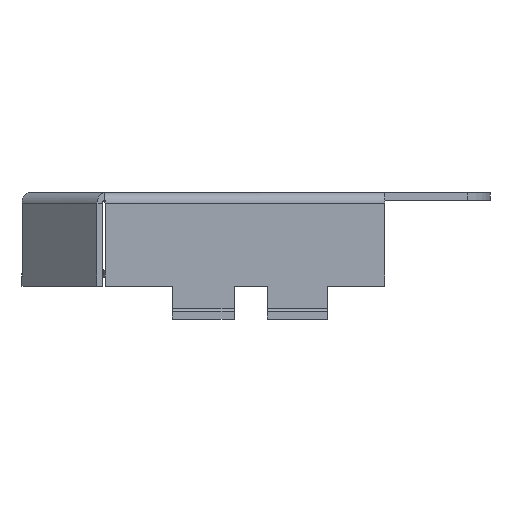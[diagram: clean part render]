
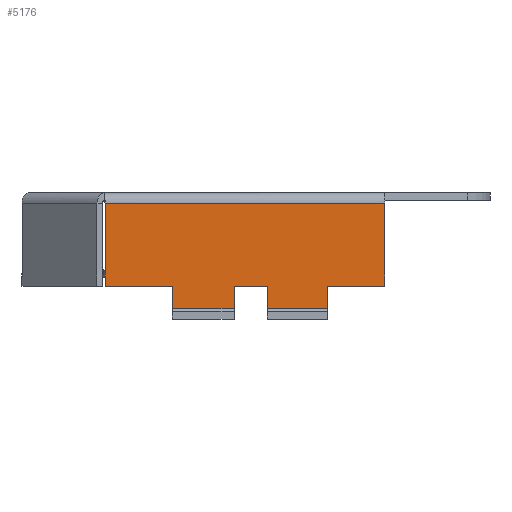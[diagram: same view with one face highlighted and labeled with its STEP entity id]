
A CAD part, left-side view. The second image highlights one B-rep face of the part: STEP entity #5176.
In plain terms, the highlighted planar face has unit normal (-1, 0, 0).
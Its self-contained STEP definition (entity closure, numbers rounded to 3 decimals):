
#9 = CARTESIAN_POINT ( 'NONE',  ( -10.55, -2.513, -0.25 ) ) ;
#72 = CARTESIAN_POINT ( 'NONE',  ( -10.55, -9.9, -3.1 ) ) ;
#203 = CARTESIAN_POINT ( 'NONE',  ( -10.55, -11.8, -3.1 ) ) ;
#339 = VERTEX_POINT ( 'NONE', #818 ) ;
#382 = DIRECTION ( 'NONE',  ( 0., 1., 0. ) ) ;
#467 = CARTESIAN_POINT ( 'NONE',  ( -10.55, -6.8, -4.2 ) ) ;
#514 = CARTESIAN_POINT ( 'NONE',  ( -10.55, -6.8, -3.1 ) ) ;
#533 = VERTEX_POINT ( 'NONE', #1682 ) ;
#537 = CARTESIAN_POINT ( 'NONE',  ( -10.55, -7.9, -3.1 ) ) ;
#568 = DIRECTION ( 'NONE',  ( 0., 0., 1. ) ) ;
#600 = CARTESIAN_POINT ( 'NONE',  ( -10.55, -9.9, -3.85 ) ) ;
#708 = LINE ( 'NONE', #537, #6370 ) ;
#762 = LINE ( 'NONE', #6339, #3206 ) ;
#789 = VERTEX_POINT ( 'NONE', #514 ) ;
#818 = CARTESIAN_POINT ( 'NONE',  ( -10.55, -2.513, -3.1 ) ) ;
#1355 = PLANE ( 'NONE',  #1708 ) ;
#1361 = VECTOR ( 'NONE', #5823, 1000. ) ;
#1458 = ORIENTED_EDGE ( 'NONE', *, *, #1782, .F. ) ;
#1483 = DIRECTION ( 'NONE',  ( 0., 0., -1. ) ) ;
#1524 = LINE ( 'NONE', #6271, #1361 ) ;
#1586 = VECTOR ( 'NONE', #3341, 1000. ) ;
#1663 = CARTESIAN_POINT ( 'NONE',  ( -10.55, 0., -0.35 ) ) ;
#1682 = CARTESIAN_POINT ( 'NONE',  ( -10.55, -4.75, -3.85 ) ) ;
#1708 = AXIS2_PLACEMENT_3D ( 'NONE', #5719, #4801, #2317 ) ;
#1740 = VECTOR ( 'NONE', #4983, 1000. ) ;
#1754 = ORIENTED_EDGE ( 'NONE', *, *, #5355, .F. ) ;
#1782 = EDGE_CURVE ( 'NONE', #789, #3373, #2371, .T. ) ;
#1921 = CARTESIAN_POINT ( 'NONE',  ( -10.55, -11.8, -0.35 ) ) ;
#1972 = VERTEX_POINT ( 'NONE', #3013 ) ;
#2022 = LINE ( 'NONE', #2060, #1740 ) ;
#2060 = CARTESIAN_POINT ( 'NONE',  ( -10.55, -9.9, -4.2 ) ) ;
#2072 = LINE ( 'NONE', #2909, #6047 ) ;
#2094 = ORIENTED_EDGE ( 'NONE', *, *, #4705, .F. ) ;
#2115 = EDGE_CURVE ( 'NONE', #5926, #2825, #4411, .T. ) ;
#2183 = EDGE_CURVE ( 'NONE', #3142, #4036, #3022, .T. ) ;
#2239 = VERTEX_POINT ( 'NONE', #1921 ) ;
#2317 = DIRECTION ( 'NONE',  ( 0., 0., 1. ) ) ;
#2328 = VECTOR ( 'NONE', #5022, 1000. ) ;
#2371 = LINE ( 'NONE', #467, #4875 ) ;
#2441 = ORIENTED_EDGE ( 'NONE', *, *, #5467, .F. ) ;
#2465 = LINE ( 'NONE', #1663, #5955 ) ;
#2573 = DIRECTION ( 'NONE',  ( 0., 1., 0. ) ) ;
#2606 = ORIENTED_EDGE ( 'NONE', *, *, #2115, .F. ) ;
#2786 = ORIENTED_EDGE ( 'NONE', *, *, #2183, .F. ) ;
#2825 = VERTEX_POINT ( 'NONE', #3876 ) ;
#2855 = DIRECTION ( 'NONE',  ( 0., 1., 0. ) ) ;
#2909 = CARTESIAN_POINT ( 'NONE',  ( -10.55, -6.8, -3.1 ) ) ;
#2913 = VECTOR ( 'NONE', #568, 1000. ) ;
#2971 = ORIENTED_EDGE ( 'NONE', *, *, #4922, .T. ) ;
#3013 = CARTESIAN_POINT ( 'NONE',  ( -10.55, -2.513, -0.35 ) ) ;
#3022 = LINE ( 'NONE', #4893, #5360 ) ;
#3142 = VERTEX_POINT ( 'NONE', #203 ) ;
#3206 = VECTOR ( 'NONE', #5302, 1000. ) ;
#3287 = DIRECTION ( 'NONE',  ( 0., 0., -1. ) ) ;
#3296 = EDGE_CURVE ( 'NONE', #2239, #3142, #4194, .T. ) ;
#3307 = CARTESIAN_POINT ( 'NONE',  ( -10.55, -4.75, -3.1 ) ) ;
#3341 = DIRECTION ( 'NONE',  ( 0., 1., 0. ) ) ;
#3373 = VERTEX_POINT ( 'NONE', #4807 ) ;
#3395 = ORIENTED_EDGE ( 'NONE', *, *, #6447, .F. ) ;
#3418 = CARTESIAN_POINT ( 'NONE',  ( -10.55, -4.75, -3.1 ) ) ;
#3564 = VERTEX_POINT ( 'NONE', #3418 ) ;
#3820 = CARTESIAN_POINT ( 'NONE',  ( -10.55, -9.9, -3.85 ) ) ;
#3876 = CARTESIAN_POINT ( 'NONE',  ( -10.55, -7.9, -3.85 ) ) ;
#4036 = VERTEX_POINT ( 'NONE', #72 ) ;
#4037 = CARTESIAN_POINT ( 'NONE',  ( -10.55, -7.9, -3.1 ) ) ;
#4180 = ORIENTED_EDGE ( 'NONE', *, *, #3296, .F. ) ;
#4194 = LINE ( 'NONE', #4240, #5136 ) ;
#4240 = CARTESIAN_POINT ( 'NONE',  ( -10.55, -11.8, -0.25 ) ) ;
#4342 = LINE ( 'NONE', #9, #2328 ) ;
#4411 = LINE ( 'NONE', #3820, #1586 ) ;
#4602 = ORIENTED_EDGE ( 'NONE', *, *, #5209, .F. ) ;
#4676 = ORIENTED_EDGE ( 'NONE', *, *, #4776, .F. ) ;
#4705 = EDGE_CURVE ( 'NONE', #5874, #789, #2072, .T. ) ;
#4776 = EDGE_CURVE ( 'NONE', #533, #3564, #5180, .T. ) ;
#4801 = DIRECTION ( 'NONE',  ( -1., 0., 0. ) ) ;
#4807 = CARTESIAN_POINT ( 'NONE',  ( -10.55, -6.8, -3.85 ) ) ;
#4875 = VECTOR ( 'NONE', #1483, 1000. ) ;
#4893 = CARTESIAN_POINT ( 'NONE',  ( -10.55, -9.9, -3.1 ) ) ;
#4922 = EDGE_CURVE ( 'NONE', #2239, #1972, #2465, .T. ) ;
#4983 = DIRECTION ( 'NONE',  ( 0., 0., -1. ) ) ;
#5022 = DIRECTION ( 'NONE',  ( 0., 0., 1. ) ) ;
#5071 = FACE_OUTER_BOUND ( 'NONE', #5465, .T. ) ;
#5136 = VECTOR ( 'NONE', #3287, 1000. ) ;
#5176 = ADVANCED_FACE ( 'NONE', ( #5071 ), #1355, .T. ) ;
#5180 = LINE ( 'NONE', #3307, #2913 ) ;
#5209 = EDGE_CURVE ( 'NONE', #3373, #533, #1524, .T. ) ;
#5302 = DIRECTION ( 'NONE',  ( 0., 1., 0. ) ) ;
#5355 = EDGE_CURVE ( 'NONE', #2825, #5874, #708, .T. ) ;
#5360 = VECTOR ( 'NONE', #2855, 1000. ) ;
#5446 = EDGE_CURVE ( 'NONE', #4036, #5926, #2022, .T. ) ;
#5465 = EDGE_LOOP ( 'NONE', ( #1754, #2606, #6243, #2786, #4180, #2971, #2441, #3395, #4676, #4602, #1458, #2094 ) ) ;
#5467 = EDGE_CURVE ( 'NONE', #339, #1972, #4342, .T. ) ;
#5499 = DIRECTION ( 'NONE',  ( 0., 0., 1. ) ) ;
#5719 = CARTESIAN_POINT ( 'NONE',  ( -10.55, 0., 0. ) ) ;
#5823 = DIRECTION ( 'NONE',  ( 0., 1., 0. ) ) ;
#5874 = VERTEX_POINT ( 'NONE', #4037 ) ;
#5926 = VERTEX_POINT ( 'NONE', #600 ) ;
#5955 = VECTOR ( 'NONE', #2573, 1000. ) ;
#6047 = VECTOR ( 'NONE', #382, 1000. ) ;
#6243 = ORIENTED_EDGE ( 'NONE', *, *, #5446, .F. ) ;
#6271 = CARTESIAN_POINT ( 'NONE',  ( -10.55, -6.8, -3.85 ) ) ;
#6339 = CARTESIAN_POINT ( 'NONE',  ( -10.55, -2.5, -3.1 ) ) ;
#6370 = VECTOR ( 'NONE', #5499, 1000. ) ;
#6447 = EDGE_CURVE ( 'NONE', #3564, #339, #762, .T. ) ;
